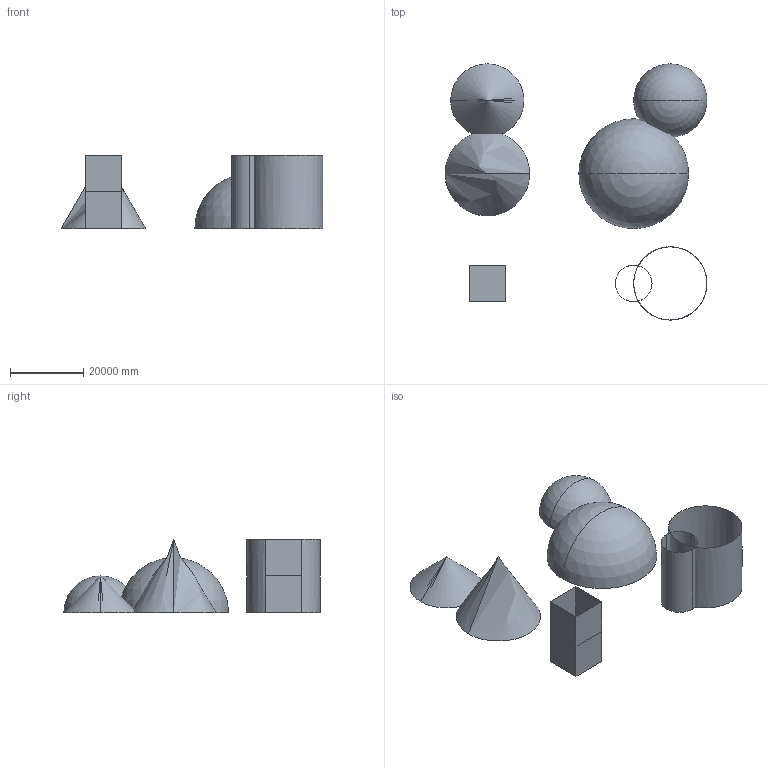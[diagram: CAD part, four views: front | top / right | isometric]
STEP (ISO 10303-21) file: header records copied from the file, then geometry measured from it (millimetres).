
FILE_DESCRIPTION((''),'2;1');
FILE_NAME('COMBINED_SURFACES','2020-02-10T11:04:31',(''),(''),'CREO PARAMETRIC BY PTC INC, 2019164','CREO PARAMETRIC BY PTC INC, 2019164','');
FILE_SCHEMA(('CONFIG_CONTROL_DESIGN'));
Length unit declared in the file: metre
Products named in the file (1): COMBINED_SURFACES
Bounding box: 71547.01 x 69991.15 x 20000 mm (x, y, z)
Surface area: 6608985852.6 mm2 (no closed solid volume)
Topology: 0 solids, 0 shells, 22 faces, 86 edges, 80 vertices
Faces by surface type: bspline 11, plane 5, cylinder 2, cone 2, sphere 2
Entity records: 2289 total; most frequent: CARTESIAN_POINT 1373, DIRECTION 158, TRIMMED_CURVE 126, VECTOR 116, LINE 116, DEFINITIONAL_REPRESENTATION 80, PCURVE 80, COMPOSITE_CURVE_SEGMENT 80
